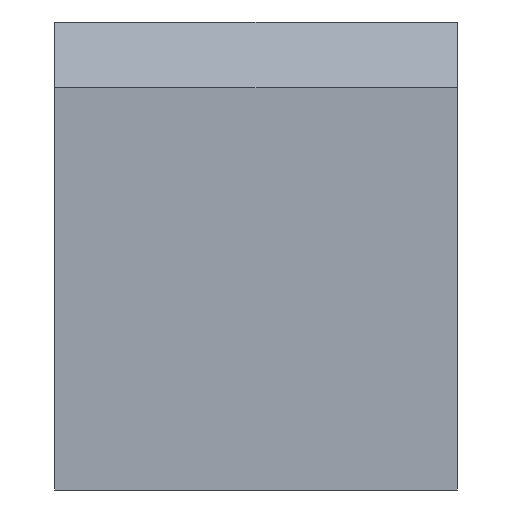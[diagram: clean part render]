
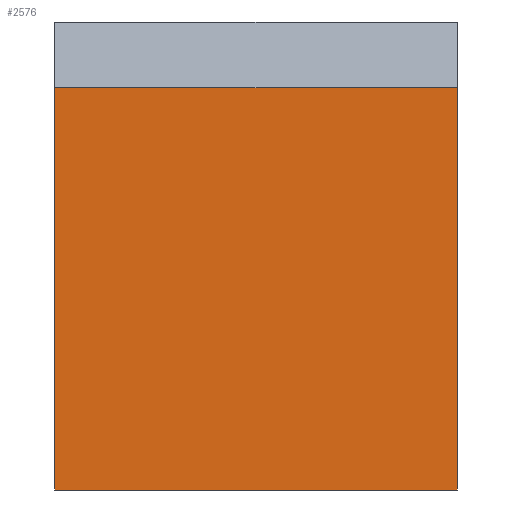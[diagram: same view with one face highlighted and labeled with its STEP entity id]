
A CAD part, front view. The second image highlights one B-rep face of the part: STEP entity #2576.
In plain terms, the highlighted planar face has unit normal (0, -1, 0).
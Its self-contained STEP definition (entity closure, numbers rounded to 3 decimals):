
#2166=CARTESIAN_POINT('',(14.669,-100.,0.0));
#2167=VERTEX_POINT('',#2166);
#2174=CARTESIAN_POINT('',(14.669,-100.,-16.0));
#2175=VERTEX_POINT('',#2174);
#2176=CARTESIAN_POINT('',(14.669,-100.,-12.6));
#2177=DIRECTION('',(0.0,0.0,-1.0));
#2178=VECTOR('',#2177,1.0);
#2179=LINE('',#2176,#2178);
#2180=EDGE_CURVE('n� 5021',#2167,#2175,#2179,.T.);
#2512=CARTESIAN_POINT('',(-1.331,-100.,-16.0));
#2513=VERTEX_POINT('',#2512);
#2520=CARTESIAN_POINT('',(-1.331,-100.,0.0));
#2521=VERTEX_POINT('',#2520);
#2522=CARTESIAN_POINT('',(-1.331,-100.,0.0));
#2523=DIRECTION('',(0.0,0.0,-1.0));
#2524=VECTOR('',#2523,1.0);
#2525=LINE('',#2522,#2524);
#2526=EDGE_CURVE('n� 5286',#2521,#2513,#2525,.T.);
#2544=CARTESIAN_POINT('',(10.669,-100.,0.0));
#2545=DIRECTION('',(-1.0,0.0,0.0));
#2546=VECTOR('',#2545,1.0);
#2547=LINE('',#2544,#2546);
#2548=EDGE_CURVE('n� 5301',#2167,#2521,#2547,.T.);
#2560=ORIENTED_EDGE('',*,*,#2526,.T.);
#2561=CARTESIAN_POINT('',(11.269,-100.,-16.0));
#2562=DIRECTION('',(-1.0,0.0,0.0));
#2563=VECTOR('',#2562,1.0);
#2564=LINE('',#2561,#2563);
#2565=EDGE_CURVE('n� 5314',#2175,#2513,#2564,.T.);
#2566=ORIENTED_EDGE('',*,*,#2565,.F.);
#2567=ORIENTED_EDGE('',*,*,#2180,.F.);
#2568=ORIENTED_EDGE('',*,*,#2548,.T.);
#2569=EDGE_LOOP('',(#2560,#2566,#2567,#2568));
#2570=FACE_OUTER_BOUND('',#2569,.T.);
#2571=CARTESIAN_POINT('',(11.269,-100.,-12.6));
#2572=DIRECTION('',(0.0,1.0,0.0));
#2573=DIRECTION('',(-1.0,0.0,0.0));
#2574=AXIS2_PLACEMENT_3D('',#2571,#2572,#2573);
#2575=PLANE('',#2574);
#2576=ADVANCED_FACE('n� 5307',(#2570),#2575,.F.);
